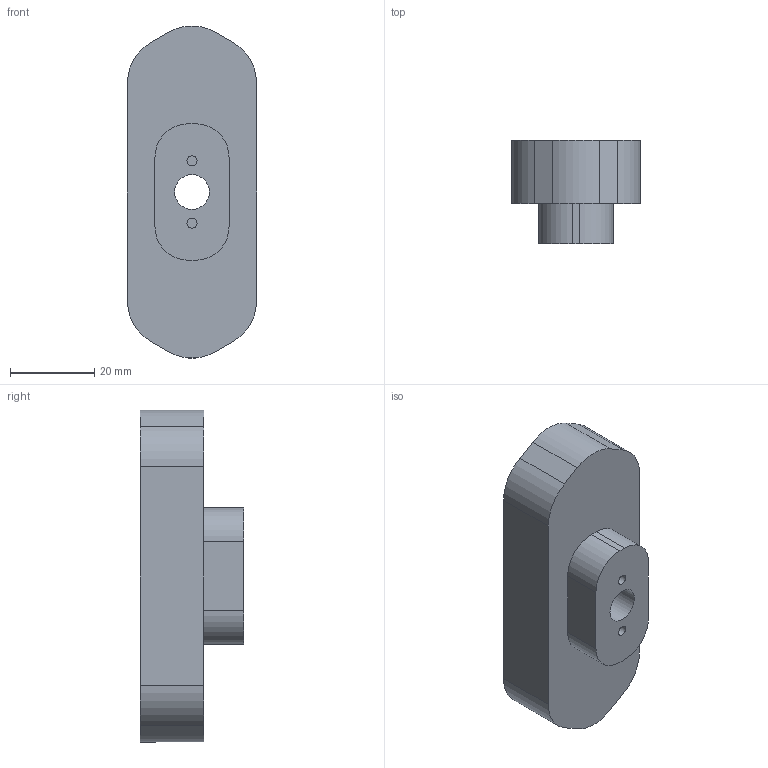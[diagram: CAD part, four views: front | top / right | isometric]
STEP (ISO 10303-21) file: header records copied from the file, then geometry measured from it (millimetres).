
FILE_DESCRIPTION(/* description */ (''),/* implementation_level */ '2;1');
FILE_NAME(/* name */ 'Rear_Light_Short_Version.step',/* time_stamp */ '2020-01-07T23:23:44+01:00',/* author */ (''),/* organization */ (''),/* preprocessor_version */ 'ST-DEVELOPER v18',/* originating_system */ 'Autodesk Translation Framework v8.12.0.6',/* authorisation */ '');
FILE_SCHEMA (('AUTOMOTIVE_DESIGN { 1 0 10303 214 3 1 1 }'));
Length unit declared in the file: millimetre
Products named in the file (2): Support V2; Component2
Assembly tree (1 placements, depth 2):
  Support V2
    Component2
Bounding box: 30.6 x 24.5 x 78.75 mm (x, y, z)
Volume: 22651.8 mm3; surface area: 10122.4 mm2
Topology: 1 solids, 1 shells, 41 faces, 105 edges, 70 vertices
Faces by surface type: plane 22, cylinder 19
Full cylindrical faces by diameter (mm): 2.4 x2, 8.2 x1
Entity records: 1335 total; most frequent: DIRECTION 231, CARTESIAN_POINT 219, ORIENTED_EDGE 210, EDGE_CURVE 105, AXIS2_PLACEMENT_3D 82, VERTEX_POINT 70, LINE 67, VECTOR 67
